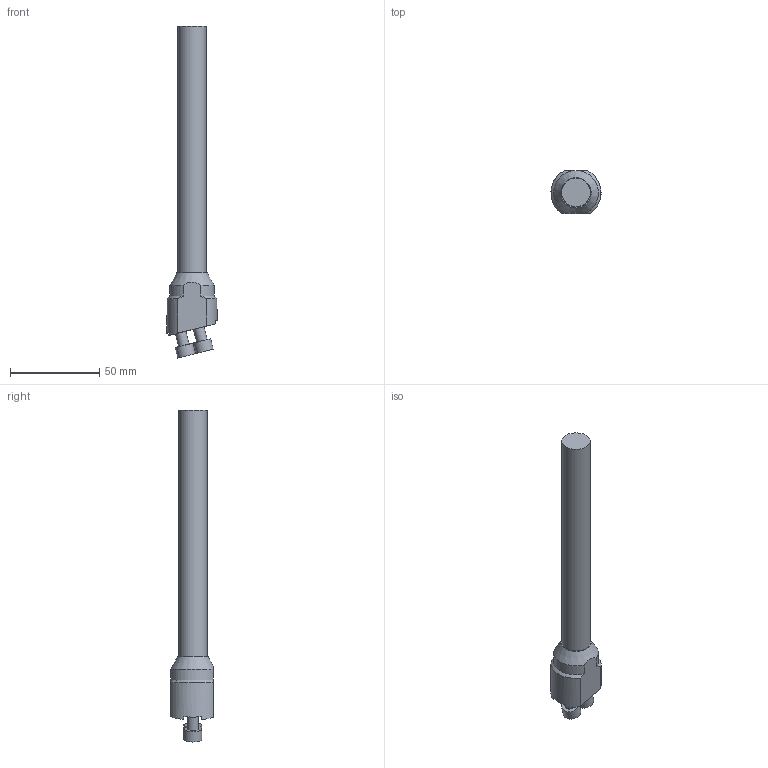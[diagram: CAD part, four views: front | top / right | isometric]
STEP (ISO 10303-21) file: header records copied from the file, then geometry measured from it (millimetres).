
FILE_DESCRIPTION((''),'1');
FILE_NAME('ST16W-AJ2-160.stp','2022-09-27T07:54:34',(''),(''),'Spatial Interop R21 SP3','Kubotek KeyCreator 2011 V10.0.2 (22737)',' ');
FILE_SCHEMA(('automotive_design'));
Length unit declared in the file: millimetre
Products named in the file (3): 240[2]
Bounding box: 27.97 x 24 x 185.59 mm (x, y, z)
Volume: 44498 mm3; surface area: 12361 mm2
Topology: 3 solids, 3 shells, 54 faces, 116 edges, 77 vertices
Faces by surface type: plane 27, cylinder 20, cone 7
Full cylindrical faces by diameter (mm): 5 x4, 6 x4, 10 x2, 16 x1
Entity records: 2574 total; most frequent: CARTESIAN_POINT 292, DIRECTION 232, PRESENTATION_STYLE_ASSIGNMENT 208, COLOUR_RGB 208, ORIENTED_EDGE 188, STYLED_ITEM 151, CURVE_STYLE 151, DRAUGHTING_PRE_DEFINED_CURVE_FONT 151
